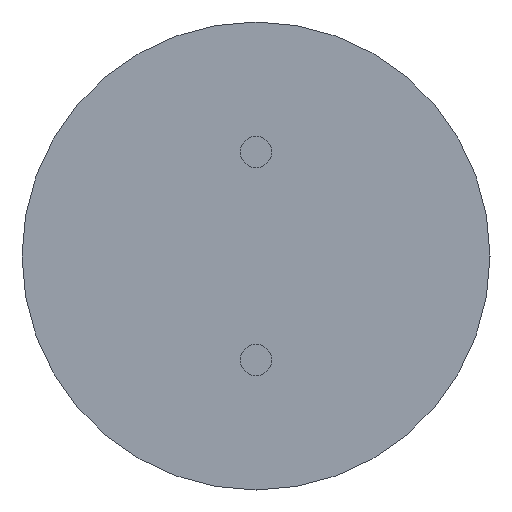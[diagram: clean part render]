
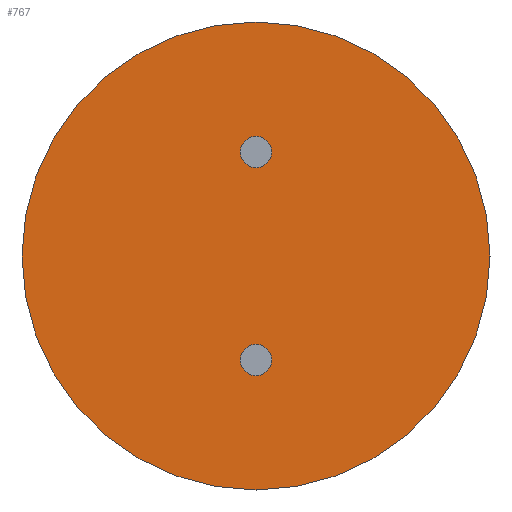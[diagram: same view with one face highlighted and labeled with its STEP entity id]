
A CAD part, front view. The second image highlights one B-rep face of the part: STEP entity #767.
In plain terms, the highlighted planar face has unit normal (0, -1, 0).
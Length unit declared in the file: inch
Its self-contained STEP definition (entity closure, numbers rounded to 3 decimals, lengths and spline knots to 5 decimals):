
#31 = DIRECTION ( 'NONE',  ( 0., 1., 0. ) ) ;
#38 = CIRCLE ( 'NONE', #1161, 0.17717 ) ;
#40 = AXIS2_PLACEMENT_3D ( 'NONE', #1061, #365, #963 ) ;
#144 = EDGE_CURVE ( 'NONE', #395, #152, #38, .T. ) ;
#152 = VERTEX_POINT ( 'NONE', #394 ) ;
#268 = EDGE_CURVE ( 'NONE', #152, #395, #470, .T. ) ;
#365 = DIRECTION ( 'NONE',  ( 0., -1., 0. ) ) ;
#394 = CARTESIAN_POINT ( 'NONE',  ( 0., 0., 0.17717 ) ) ;
#395 = VERTEX_POINT ( 'NONE', #755 ) ;
#398 = CARTESIAN_POINT ( 'NONE',  ( 0., 0., 0. ) ) ;
#470 = CIRCLE ( 'NONE', #40, 0.17717 ) ;
#500 = AXIS2_PLACEMENT_3D ( 'NONE', #629, #31, #737 ) ;
#629 = CARTESIAN_POINT ( 'NONE',  ( 0., 0., 0. ) ) ;
#737 = DIRECTION ( 'NONE',  ( 0., 0., 1. ) ) ;
#755 = CARTESIAN_POINT ( 'NONE',  ( 0., 0., -0.17717 ) ) ;
#767 = ADVANCED_FACE ( 'NONE', ( #1139 ), #826, .F. ) ;
#826 = PLANE ( 'NONE',  #500 ) ;
#963 = DIRECTION ( 'NONE',  ( 0., 0., -1. ) ) ;
#989 = DIRECTION ( 'NONE',  ( 0., 0., -1. ) ) ;
#1046 = EDGE_LOOP ( 'NONE', ( #1056, #1245 ) ) ;
#1056 = ORIENTED_EDGE ( 'NONE', *, *, #144, .T. ) ;
#1061 = CARTESIAN_POINT ( 'NONE',  ( 0., 0., 0. ) ) ;
#1087 = DIRECTION ( 'NONE',  ( 0., -1., 0. ) ) ;
#1139 = FACE_OUTER_BOUND ( 'NONE', #1046, .T. ) ;
#1161 = AXIS2_PLACEMENT_3D ( 'NONE', #398, #1087, #989 ) ;
#1245 = ORIENTED_EDGE ( 'NONE', *, *, #268, .T. ) ;
